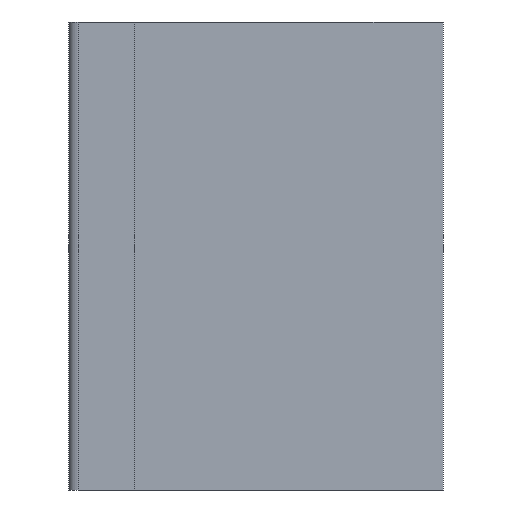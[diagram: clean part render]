
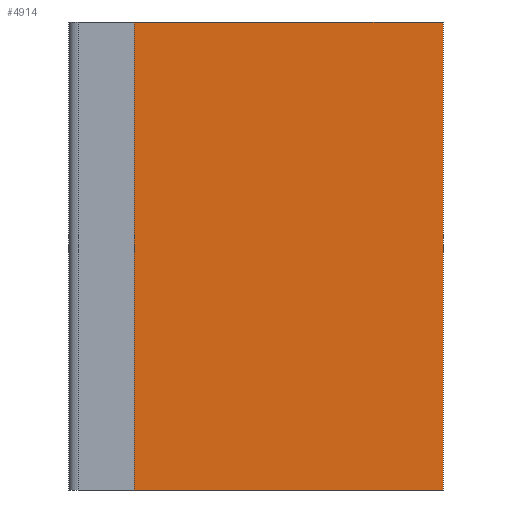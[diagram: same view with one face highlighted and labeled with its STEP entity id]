
A CAD part, left-side view. The second image highlights one B-rep face of the part: STEP entity #4914.
In plain terms, the highlighted planar face has unit normal (-1, 0, 0).
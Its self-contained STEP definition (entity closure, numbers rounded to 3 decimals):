
#167 = VERTEX_POINT ( 'NONE', #2003 ) ;
#340 = EDGE_CURVE ( 'NONE', #2976, #1768, #1357, .T. ) ;
#767 = FACE_OUTER_BOUND ( 'NONE', #3064, .T. ) ;
#801 = ORIENTED_EDGE ( 'NONE', *, *, #340, .T. ) ;
#964 = ORIENTED_EDGE ( 'NONE', *, *, #4089, .F. ) ;
#1114 = LINE ( 'NONE', #1989, #2561 ) ;
#1210 = DIRECTION ( 'NONE',  ( 0., 0., -1. ) ) ;
#1357 = LINE ( 'NONE', #3089, #3328 ) ;
#1547 = CARTESIAN_POINT ( 'NONE',  ( -80., 0., 100. ) ) ;
#1587 = LINE ( 'NONE', #2396, #2573 ) ;
#1606 = DIRECTION ( 'NONE',  ( 0., 1., 0. ) ) ;
#1768 = VERTEX_POINT ( 'NONE', #3770 ) ;
#1943 = EDGE_CURVE ( 'NONE', #1768, #3896, #1114, .T. ) ;
#1989 = CARTESIAN_POINT ( 'NONE',  ( -80., 66., 100. ) ) ;
#2003 = CARTESIAN_POINT ( 'NONE',  ( -80., 0., 0. ) ) ;
#2035 = DIRECTION ( 'NONE',  ( -1., 0., 0. ) ) ;
#2098 = CARTESIAN_POINT ( 'NONE',  ( -80., 0., 100. ) ) ;
#2266 = DIRECTION ( 'NONE',  ( 0., 1., 0. ) ) ;
#2361 = DIRECTION ( 'NONE',  ( 0., 0., -1. ) ) ;
#2381 = DIRECTION ( 'NONE',  ( 0., 0., 1. ) ) ;
#2396 = CARTESIAN_POINT ( 'NONE',  ( -80., 0., 0. ) ) ;
#2561 = VECTOR ( 'NONE', #2361, 1000. ) ;
#2573 = VECTOR ( 'NONE', #1606, 1000. ) ;
#2760 = CARTESIAN_POINT ( 'NONE',  ( -80., 0., 100. ) ) ;
#2763 = VECTOR ( 'NONE', #1210, 1000. ) ;
#2976 = VERTEX_POINT ( 'NONE', #2098 ) ;
#3064 = EDGE_LOOP ( 'NONE', ( #964, #4847, #801, #3596 ) ) ;
#3089 = CARTESIAN_POINT ( 'NONE',  ( -80., 0., 100. ) ) ;
#3159 = LINE ( 'NONE', #2760, #2763 ) ;
#3328 = VECTOR ( 'NONE', #2266, 1000. ) ;
#3596 = ORIENTED_EDGE ( 'NONE', *, *, #1943, .T. ) ;
#3770 = CARTESIAN_POINT ( 'NONE',  ( -80., 66., 100. ) ) ;
#3896 = VERTEX_POINT ( 'NONE', #4626 ) ;
#3969 = PLANE ( 'NONE',  #4283 ) ;
#4089 = EDGE_CURVE ( 'NONE', #167, #3896, #1587, .T. ) ;
#4283 = AXIS2_PLACEMENT_3D ( 'NONE', #1547, #2035, #2381 ) ;
#4626 = CARTESIAN_POINT ( 'NONE',  ( -80., 66., 0. ) ) ;
#4847 = ORIENTED_EDGE ( 'NONE', *, *, #4948, .F. ) ;
#4914 = ADVANCED_FACE ( 'NONE', ( #767 ), #3969, .T. ) ;
#4948 = EDGE_CURVE ( 'NONE', #2976, #167, #3159, .T. ) ;
